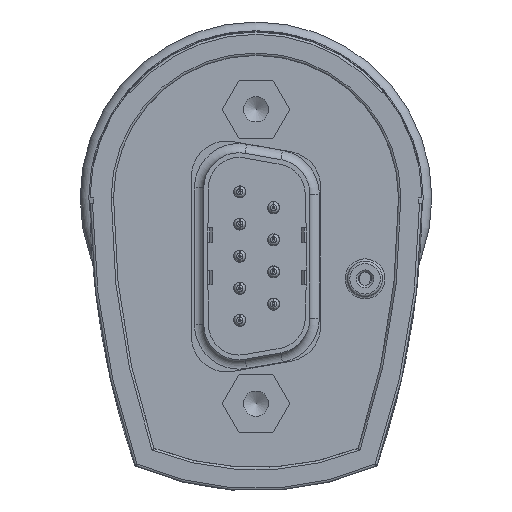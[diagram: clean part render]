
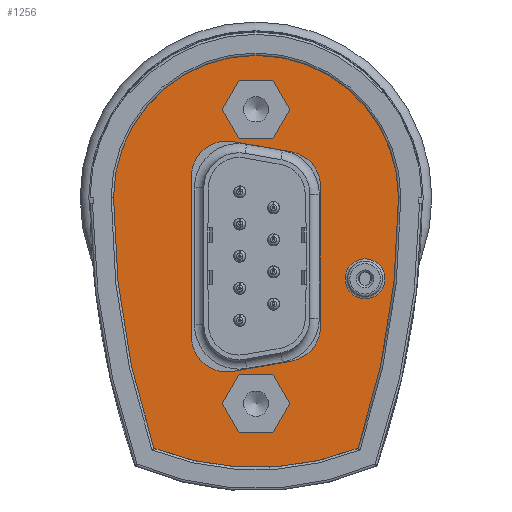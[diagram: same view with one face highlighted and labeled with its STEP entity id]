
A CAD part, left-side view. The second image highlights one B-rep face of the part: STEP entity #1256.
In plain terms, the highlighted planar face has unit normal (-1, 0, 0).
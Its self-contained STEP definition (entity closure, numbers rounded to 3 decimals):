
#1032=CARTESIAN_POINT('',(-64.5,0.,-4.6));
#1033=DIRECTION('',(-1.0,0.0,0.0));
#1034=DIRECTION('',(0.0,0.0,1.0));
#1035=AXIS2_PLACEMENT_3D('',#1032,#1033,#1034);
#1036=PLANE('',#1035);
#1037=CARTESIAN_POINT('',(-64.5,12.15,0.));
#1038=VERTEX_POINT('',#1037);
#1039=CARTESIAN_POINT('',(-64.5,-12.15,0.));
#1040=VERTEX_POINT('',#1039);
#1041=CARTESIAN_POINT('',(-64.5,0.,0.));
#1042=DIRECTION('',(1.0,0.0,0.0));
#1043=DIRECTION('',(0.0,0.65,0.76));
#1044=AXIS2_PLACEMENT_3D('',#1041,#1042,#1043);
#1045=CIRCLE('',#1044,12.15);
#1046=EDGE_CURVE('',#1038,#1040,#1045,.T.);
#1047=ORIENTED_EDGE('',*,*,#1046,.F.);
#1048=CARTESIAN_POINT('',(-64.5,8.709,-21.358));
#1049=VERTEX_POINT('',#1048);
#1050=CARTESIAN_POINT('',(-64.5,-55.85,0.));
#1051=DIRECTION('',(-1.0,0.0,0.0));
#1052=DIRECTION('',(0.0,-1.0,0.0));
#1053=AXIS2_PLACEMENT_3D('',#1050,#1051,#1052);
#1054=CIRCLE('',#1053,68.0);
#1055=EDGE_CURVE('',#1038,#1049,#1054,.T.);
#1056=ORIENTED_EDGE('',*,*,#1055,.T.);
#1057=CARTESIAN_POINT('',(-64.5,-8.709,-21.358));
#1058=VERTEX_POINT('',#1057);
#1059=CARTESIAN_POINT('',(-64.5,0.,1.0));
#1060=DIRECTION('',(-1.0,0.0,0.0));
#1061=DIRECTION('',(0.0,-1.0,0.0));
#1062=AXIS2_PLACEMENT_3D('',#1059,#1060,#1061);
#1063=CIRCLE('',#1062,23.994);
#1064=EDGE_CURVE('',#1049,#1058,#1063,.T.);
#1065=ORIENTED_EDGE('',*,*,#1064,.T.);
#1066=CARTESIAN_POINT('',(-64.5,55.85,0.));
#1067=DIRECTION('',(-1.0,0.0,0.0));
#1068=DIRECTION('',(0.0,0.945,0.327));
#1069=AXIS2_PLACEMENT_3D('',#1066,#1067,#1068);
#1070=CIRCLE('',#1069,68.);
#1071=EDGE_CURVE('',#1058,#1040,#1070,.T.);
#1072=ORIENTED_EDGE('',*,*,#1071,.T.);
#1073=EDGE_LOOP('',(#1047,#1056,#1065,#1072));
#1074=FACE_OUTER_BOUND('',#1073,.T.);
#1075=CARTESIAN_POINT('',(-64.5,-1.443,5.05));
#1076=VERTEX_POINT('',#1075);
#1077=CARTESIAN_POINT('',(-64.5,1.443,5.05));
#1078=VERTEX_POINT('',#1077);
#1079=CARTESIAN_POINT('',(-64.5,-1.443,5.05));
#1080=DIRECTION('',(0.0,1.0,0.0));
#1081=VECTOR('',#1080,2.887);
#1082=LINE('',#1079,#1081);
#1083=EDGE_CURVE('',#1076,#1078,#1082,.T.);
#1084=ORIENTED_EDGE('',*,*,#1083,.T.);
#1085=CARTESIAN_POINT('',(-64.5,2.887,7.55));
#1086=VERTEX_POINT('',#1085);
#1087=CARTESIAN_POINT('',(-64.5,1.443,5.05));
#1088=DIRECTION('',(0.,0.5,0.866));
#1089=VECTOR('',#1088,2.887);
#1090=LINE('',#1087,#1089);
#1091=EDGE_CURVE('',#1078,#1086,#1090,.T.);
#1092=ORIENTED_EDGE('',*,*,#1091,.T.);
#1093=CARTESIAN_POINT('',(-64.5,1.443,10.05));
#1094=VERTEX_POINT('',#1093);
#1095=CARTESIAN_POINT('',(-64.5,2.887,7.55));
#1096=DIRECTION('',(0.,-0.5,0.866));
#1097=VECTOR('',#1096,2.887);
#1098=LINE('',#1095,#1097);
#1099=EDGE_CURVE('',#1086,#1094,#1098,.T.);
#1100=ORIENTED_EDGE('',*,*,#1099,.T.);
#1101=CARTESIAN_POINT('',(-64.5,-1.443,10.05));
#1102=VERTEX_POINT('',#1101);
#1103=CARTESIAN_POINT('',(-64.5,1.443,10.05));
#1104=DIRECTION('',(0.0,-1.0,0.0));
#1105=VECTOR('',#1104,2.887);
#1106=LINE('',#1103,#1105);
#1107=EDGE_CURVE('',#1094,#1102,#1106,.T.);
#1108=ORIENTED_EDGE('',*,*,#1107,.T.);
#1109=CARTESIAN_POINT('',(-64.5,-2.887,7.55));
#1110=VERTEX_POINT('',#1109);
#1111=CARTESIAN_POINT('',(-64.5,-1.443,10.05));
#1112=DIRECTION('',(0.,-0.5,-0.866));
#1113=VECTOR('',#1112,2.887);
#1114=LINE('',#1111,#1113);
#1115=EDGE_CURVE('',#1102,#1110,#1114,.T.);
#1116=ORIENTED_EDGE('',*,*,#1115,.T.);
#1117=CARTESIAN_POINT('',(-64.5,-2.887,7.55));
#1118=DIRECTION('',(0.,0.5,-0.866));
#1119=VECTOR('',#1118,2.887);
#1120=LINE('',#1117,#1119);
#1121=EDGE_CURVE('',#1110,#1076,#1120,.T.);
#1122=ORIENTED_EDGE('',*,*,#1121,.T.);
#1123=EDGE_LOOP('',(#1084,#1092,#1100,#1108,#1116,#1122));
#1124=FACE_BOUND('',#1123,.T.);
#1125=CARTESIAN_POINT('',(-64.5,-1.443,-20.05));
#1126=VERTEX_POINT('',#1125);
#1127=CARTESIAN_POINT('',(-64.5,1.443,-20.05));
#1128=VERTEX_POINT('',#1127);
#1129=CARTESIAN_POINT('',(-64.5,-1.443,-20.05));
#1130=DIRECTION('',(0.0,1.0,0.0));
#1131=VECTOR('',#1130,2.887);
#1132=LINE('',#1129,#1131);
#1133=EDGE_CURVE('',#1126,#1128,#1132,.T.);
#1134=ORIENTED_EDGE('',*,*,#1133,.T.);
#1135=CARTESIAN_POINT('',(-64.5,2.887,-17.55));
#1136=VERTEX_POINT('',#1135);
#1137=CARTESIAN_POINT('',(-64.5,1.443,-20.05));
#1138=DIRECTION('',(0.,0.5,0.866));
#1139=VECTOR('',#1138,2.887);
#1140=LINE('',#1137,#1139);
#1141=EDGE_CURVE('',#1128,#1136,#1140,.T.);
#1142=ORIENTED_EDGE('',*,*,#1141,.T.);
#1143=CARTESIAN_POINT('',(-64.5,1.443,-15.05));
#1144=VERTEX_POINT('',#1143);
#1145=CARTESIAN_POINT('',(-64.5,2.887,-17.55));
#1146=DIRECTION('',(0.,-0.5,0.866));
#1147=VECTOR('',#1146,2.887);
#1148=LINE('',#1145,#1147);
#1149=EDGE_CURVE('',#1136,#1144,#1148,.T.);
#1150=ORIENTED_EDGE('',*,*,#1149,.T.);
#1151=CARTESIAN_POINT('',(-64.5,-1.443,-15.05));
#1152=VERTEX_POINT('',#1151);
#1153=CARTESIAN_POINT('',(-64.5,1.443,-15.05));
#1154=DIRECTION('',(0.0,-1.0,0.0));
#1155=VECTOR('',#1154,2.887);
#1156=LINE('',#1153,#1155);
#1157=EDGE_CURVE('',#1144,#1152,#1156,.T.);
#1158=ORIENTED_EDGE('',*,*,#1157,.T.);
#1159=CARTESIAN_POINT('',(-64.5,-2.887,-17.55));
#1160=VERTEX_POINT('',#1159);
#1161=CARTESIAN_POINT('',(-64.5,-1.443,-15.05));
#1162=DIRECTION('',(0.,-0.5,-0.866));
#1163=VECTOR('',#1162,2.887);
#1164=LINE('',#1161,#1163);
#1165=EDGE_CURVE('',#1152,#1160,#1164,.T.);
#1166=ORIENTED_EDGE('',*,*,#1165,.T.);
#1167=CARTESIAN_POINT('',(-64.5,-2.887,-17.55));
#1168=DIRECTION('',(0.,0.5,-0.866));
#1169=VECTOR('',#1168,2.887);
#1170=LINE('',#1167,#1169);
#1171=EDGE_CURVE('',#1160,#1126,#1170,.T.);
#1172=ORIENTED_EDGE('',*,*,#1171,.T.);
#1173=EDGE_LOOP('',(#1134,#1142,#1150,#1158,#1166,#1172));
#1174=FACE_BOUND('',#1173,.T.);
#1175=CARTESIAN_POINT('',(-64.5,1.979,-14.804));
#1176=VERTEX_POINT('',#1175);
#1177=CARTESIAN_POINT('',(-64.5,5.5,-11.85));
#1178=VERTEX_POINT('',#1177);
#1179=CARTESIAN_POINT('',(-64.5,2.5,-11.85));
#1180=DIRECTION('',(1.0,0.0,0.0));
#1181=DIRECTION('',(0.0,1.0,0.0));
#1182=AXIS2_PLACEMENT_3D('',#1179,#1180,#1181);
#1183=CIRCLE('',#1182,3.0);
#1184=EDGE_CURVE('',#1176,#1178,#1183,.T.);
#1185=ORIENTED_EDGE('',*,*,#1184,.T.);
#1186=CARTESIAN_POINT('',(-64.5,5.5,1.85));
#1187=VERTEX_POINT('',#1186);
#1188=CARTESIAN_POINT('',(-64.5,5.5,-11.85));
#1189=DIRECTION('',(0.0,0.0,1.0));
#1190=VECTOR('',#1189,13.7);
#1191=LINE('',#1188,#1190);
#1192=EDGE_CURVE('',#1178,#1187,#1191,.T.);
#1193=ORIENTED_EDGE('',*,*,#1192,.T.);
#1194=CARTESIAN_POINT('',(-64.5,1.979,4.804));
#1195=VERTEX_POINT('',#1194);
#1196=CARTESIAN_POINT('',(-64.5,2.5,1.85));
#1197=DIRECTION('',(1.0,0.0,0.0));
#1198=DIRECTION('',(0.0,-0.174,0.985));
#1199=AXIS2_PLACEMENT_3D('',#1196,#1197,#1198);
#1200=CIRCLE('',#1199,3.0);
#1201=EDGE_CURVE('',#1187,#1195,#1200,.T.);
#1202=ORIENTED_EDGE('',*,*,#1201,.T.);
#1203=CARTESIAN_POINT('',(-64.5,-3.021,3.923));
#1204=VERTEX_POINT('',#1203);
#1205=CARTESIAN_POINT('',(-64.5,1.979,4.804));
#1206=DIRECTION('',(0.,-0.985,-0.174));
#1207=VECTOR('',#1206,5.077);
#1208=LINE('',#1205,#1207);
#1209=EDGE_CURVE('',#1195,#1204,#1208,.T.);
#1210=ORIENTED_EDGE('',*,*,#1209,.T.);
#1211=CARTESIAN_POINT('',(-64.5,-5.5,0.968));
#1212=VERTEX_POINT('',#1211);
#1213=CARTESIAN_POINT('',(-64.5,-2.5,0.968));
#1214=DIRECTION('',(1.0,0.0,0.0));
#1215=DIRECTION('',(0.0,-1.0,0.0));
#1216=AXIS2_PLACEMENT_3D('',#1213,#1214,#1215);
#1217=CIRCLE('',#1216,3.0);
#1218=EDGE_CURVE('',#1204,#1212,#1217,.T.);
#1219=ORIENTED_EDGE('',*,*,#1218,.T.);
#1220=CARTESIAN_POINT('',(-64.5,-5.5,-10.968));
#1221=VERTEX_POINT('',#1220);
#1222=CARTESIAN_POINT('',(-64.5,-5.5,0.968));
#1223=DIRECTION('',(0.0,0.0,-1.0));
#1224=VECTOR('',#1223,11.937);
#1225=LINE('',#1222,#1224);
#1226=EDGE_CURVE('',#1212,#1221,#1225,.T.);
#1227=ORIENTED_EDGE('',*,*,#1226,.T.);
#1228=CARTESIAN_POINT('',(-64.5,-3.021,-13.923));
#1229=VERTEX_POINT('',#1228);
#1230=CARTESIAN_POINT('',(-64.5,-2.5,-10.968));
#1231=DIRECTION('',(1.0,0.0,0.0));
#1232=DIRECTION('',(0.0,-0.174,-0.985));
#1233=AXIS2_PLACEMENT_3D('',#1230,#1231,#1232);
#1234=CIRCLE('',#1233,3.0);
#1235=EDGE_CURVE('',#1221,#1229,#1234,.T.);
#1236=ORIENTED_EDGE('',*,*,#1235,.T.);
#1237=CARTESIAN_POINT('',(-64.5,-3.021,-13.923));
#1238=DIRECTION('',(0.,0.985,-0.174));
#1239=VECTOR('',#1238,5.077);
#1240=LINE('',#1237,#1239);
#1241=EDGE_CURVE('',#1229,#1176,#1240,.T.);
#1242=ORIENTED_EDGE('',*,*,#1241,.T.);
#1243=EDGE_LOOP('',(#1185,#1193,#1202,#1210,#1219,#1227,#1236,#1242));
#1244=FACE_BOUND('',#1243,.T.);
#1245=CARTESIAN_POINT('',(-64.5,-11.,-6.9));
#1246=VERTEX_POINT('',#1245);
#1247=CARTESIAN_POINT('',(-64.5,-9.3,-6.9));
#1248=DIRECTION('',(-1.0,0.0,0.0));
#1249=DIRECTION('',(0.0,1.0,0.0));
#1250=AXIS2_PLACEMENT_3D('',#1247,#1248,#1249);
#1251=CIRCLE('',#1250,1.7);
#1252=EDGE_CURVE('',#1246,#1246,#1251,.T.);
#1253=ORIENTED_EDGE('',*,*,#1252,.F.);
#1254=EDGE_LOOP('',(#1253));
#1255=FACE_BOUND('',#1254,.T.);
#1256=ADVANCED_FACE('',(#1074,#1124,#1174,#1244,#1255),#1036,.T.);
